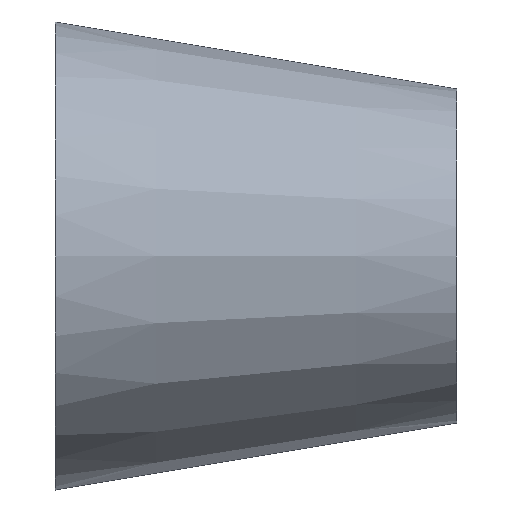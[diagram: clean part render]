
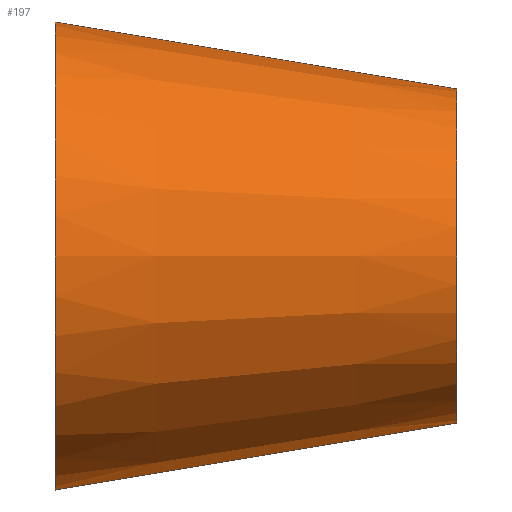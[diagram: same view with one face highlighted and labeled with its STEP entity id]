
A CAD part, front view. The second image highlights one B-rep face of the part: STEP entity #197.
In plain terms, the highlighted conical face has half-angle 9.462 degrees and reference radius 10 mm.
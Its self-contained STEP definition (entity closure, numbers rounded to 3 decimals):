
#2 = ORIENTED_EDGE ( 'NONE', *, *, #132, .T. ) ;
#7 = CARTESIAN_POINT ( 'NONE',  ( 24., 0., -10. ) ) ;
#23 = EDGE_CURVE ( 'NONE', #139, #207, #67, .T. ) ;
#24 = DIRECTION ( 'NONE',  ( 1., 0., 0. ) ) ;
#29 = CARTESIAN_POINT ( 'NONE',  ( 24., 0., 10. ) ) ;
#32 = VECTOR ( 'NONE', #222, 1000. ) ;
#42 = AXIS2_PLACEMENT_3D ( 'NONE', #235, #72, #105 ) ;
#52 = VERTEX_POINT ( 'NONE', #178 ) ;
#61 = ORIENTED_EDGE ( 'NONE', *, *, #171, .F. ) ;
#67 = CIRCLE ( 'NONE', #228, 14. ) ;
#72 = DIRECTION ( 'NONE',  ( 1., 0., 0. ) ) ;
#76 = VERTEX_POINT ( 'NONE', #29 ) ;
#101 = CIRCLE ( 'NONE', #42, 10. ) ;
#105 = DIRECTION ( 'NONE',  ( 0., 0., -1. ) ) ;
#115 = AXIS2_PLACEMENT_3D ( 'NONE', #143, #220, #185 ) ;
#116 = CARTESIAN_POINT ( 'NONE',  ( 0., 0., -14. ) ) ;
#129 = CARTESIAN_POINT ( 'NONE',  ( 24., 0., 10. ) ) ;
#131 = LINE ( 'NONE', #129, #32 ) ;
#132 = EDGE_CURVE ( 'NONE', #76, #139, #131, .T. ) ;
#134 = ORIENTED_EDGE ( 'NONE', *, *, #174, .F. ) ;
#139 = VERTEX_POINT ( 'NONE', #214 ) ;
#140 = DIRECTION ( 'NONE',  ( -0.986, 0., -0.164 ) ) ;
#143 = CARTESIAN_POINT ( 'NONE',  ( 24., 0., 0. ) ) ;
#145 = EDGE_LOOP ( 'NONE', ( #61, #134, #2, #210 ) ) ;
#147 = CONICAL_SURFACE ( 'NONE', #115, 10., 0.165 ) ;
#157 = DIRECTION ( 'NONE',  ( 0., 0., -1. ) ) ;
#171 = EDGE_CURVE ( 'NONE', #52, #207, #183, .T. ) ;
#174 = EDGE_CURVE ( 'NONE', #76, #52, #101, .T. ) ;
#178 = CARTESIAN_POINT ( 'NONE',  ( 24., 0., -10. ) ) ;
#183 = LINE ( 'NONE', #7, #203 ) ;
#185 = DIRECTION ( 'NONE',  ( 0., 0., 1. ) ) ;
#196 = CARTESIAN_POINT ( 'NONE',  ( 0., 0., 0. ) ) ;
#197 = ADVANCED_FACE ( 'NONE', ( #237 ), #147, .T. ) ;
#203 = VECTOR ( 'NONE', #140, 1000. ) ;
#207 = VERTEX_POINT ( 'NONE', #116 ) ;
#210 = ORIENTED_EDGE ( 'NONE', *, *, #23, .T. ) ;
#214 = CARTESIAN_POINT ( 'NONE',  ( 0., 0., 14. ) ) ;
#220 = DIRECTION ( 'NONE',  ( -1., 0., 0. ) ) ;
#222 = DIRECTION ( 'NONE',  ( -0.986, 0., 0.164 ) ) ;
#228 = AXIS2_PLACEMENT_3D ( 'NONE', #196, #24, #157 ) ;
#235 = CARTESIAN_POINT ( 'NONE',  ( 24., 0., 0. ) ) ;
#237 = FACE_OUTER_BOUND ( 'NONE', #145, .T. ) ;
